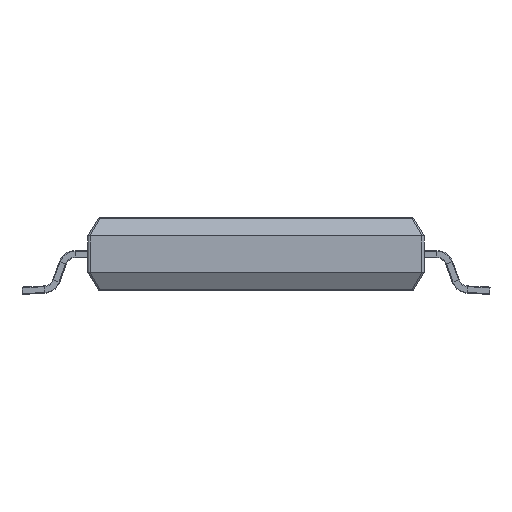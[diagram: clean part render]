
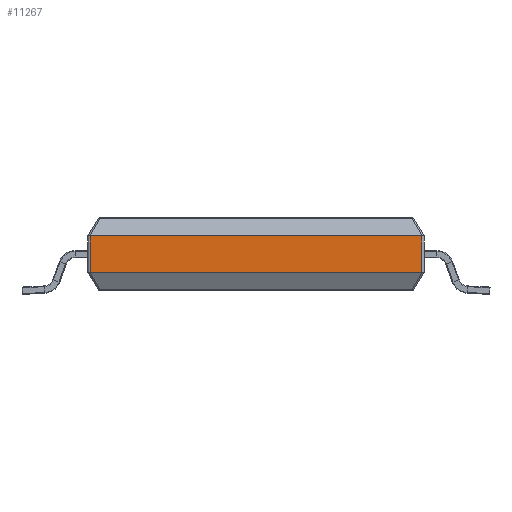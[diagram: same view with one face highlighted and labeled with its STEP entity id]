
A CAD part, front view. The second image highlights one B-rep face of the part: STEP entity #11267.
In plain terms, the highlighted planar face has unit normal (0, -1, 0).
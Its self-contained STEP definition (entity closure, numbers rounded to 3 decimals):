
#82 = DIRECTION ( 'NONE',  ( -1., 0., 0. ) ) ;
#456 = EDGE_CURVE ( 'NONE', #10578, #5135, #15338, .T. ) ;
#674 = ORIENTED_EDGE ( 'NONE', *, *, #9265, .T. ) ;
#2589 = DIRECTION ( 'NONE',  ( 0., 0., -1. ) ) ;
#2855 = CARTESIAN_POINT ( 'NONE',  ( 2.27, -4.9, 0.78 ) ) ;
#4386 = CARTESIAN_POINT ( 'NONE',  ( -2.3, -4.9, 1.03 ) ) ;
#5135 = VERTEX_POINT ( 'NONE', #10042 ) ;
#5247 = EDGE_LOOP ( 'NONE', ( #12799, #674, #6861, #14545 ) ) ;
#5437 = DIRECTION ( 'NONE',  ( 1., 0., 0. ) ) ;
#6431 = LINE ( 'NONE', #11694, #14399 ) ;
#6540 = CARTESIAN_POINT ( 'NONE',  ( -2.27, -4.9, 0.78 ) ) ;
#6861 = ORIENTED_EDGE ( 'NONE', *, *, #456, .T. ) ;
#8663 = DIRECTION ( 'NONE',  ( 1., 0., 0. ) ) ;
#8840 = FACE_OUTER_BOUND ( 'NONE', #5247, .T. ) ;
#9080 = VECTOR ( 'NONE', #82, 1000. ) ;
#9265 = EDGE_CURVE ( 'NONE', #18136, #10578, #12603, .T. ) ;
#9315 = EDGE_CURVE ( 'NONE', #12745, #18136, #6431, .T. ) ;
#9374 = CARTESIAN_POINT ( 'NONE',  ( -2.27, -4.9, 0.28 ) ) ;
#9960 = PLANE ( 'NONE',  #13962 ) ;
#10042 = CARTESIAN_POINT ( 'NONE',  ( -2.27, -4.9, 0.28 ) ) ;
#10578 = VERTEX_POINT ( 'NONE', #6540 ) ;
#11267 = ADVANCED_FACE ( 'NONE', ( #8840 ), #9960, .F. ) ;
#11694 = CARTESIAN_POINT ( 'NONE',  ( 2.27, -4.9, 0.28 ) ) ;
#12603 = LINE ( 'NONE', #2855, #9080 ) ;
#12745 = VERTEX_POINT ( 'NONE', #14887 ) ;
#12755 = LINE ( 'NONE', #9374, #15876 ) ;
#12799 = ORIENTED_EDGE ( 'NONE', *, *, #9315, .T. ) ;
#13034 = EDGE_CURVE ( 'NONE', #5135, #12745, #12755, .T. ) ;
#13566 = CARTESIAN_POINT ( 'NONE',  ( 2.27, -4.9, 0.78 ) ) ;
#13962 = AXIS2_PLACEMENT_3D ( 'NONE', #4386, #14356, #8663 ) ;
#14356 = DIRECTION ( 'NONE',  ( 0., 1., 0. ) ) ;
#14399 = VECTOR ( 'NONE', #17638, 1000. ) ;
#14545 = ORIENTED_EDGE ( 'NONE', *, *, #13034, .T. ) ;
#14887 = CARTESIAN_POINT ( 'NONE',  ( 2.27, -4.9, 0.28 ) ) ;
#15123 = VECTOR ( 'NONE', #2589, 1000. ) ;
#15204 = CARTESIAN_POINT ( 'NONE',  ( -2.27, -4.9, 0.78 ) ) ;
#15338 = LINE ( 'NONE', #15204, #15123 ) ;
#15876 = VECTOR ( 'NONE', #5437, 1000. ) ;
#17638 = DIRECTION ( 'NONE',  ( 0., 0., 1. ) ) ;
#18136 = VERTEX_POINT ( 'NONE', #13566 ) ;
